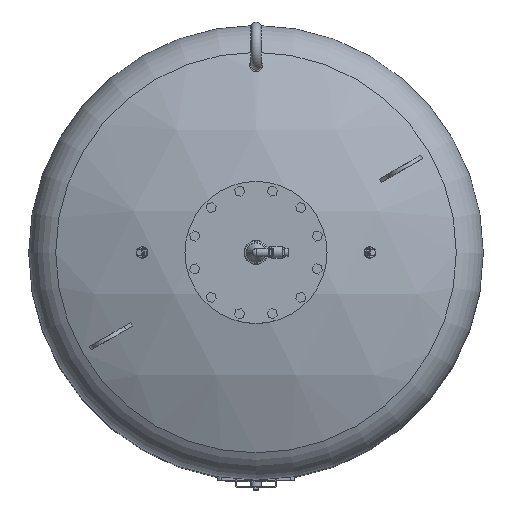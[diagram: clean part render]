
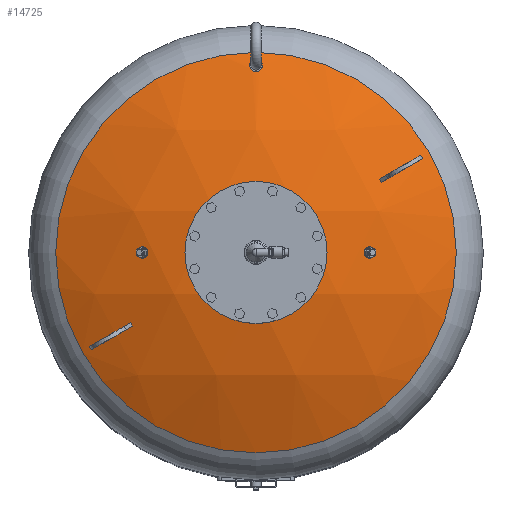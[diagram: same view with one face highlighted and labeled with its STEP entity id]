
A CAD part, top view. The second image highlights one B-rep face of the part: STEP entity #14725.
In plain terms, the highlighted spherical face has radius 1207 mm.
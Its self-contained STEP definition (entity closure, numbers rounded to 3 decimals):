
#36=SPHERICAL_SURFACE('',#16017,1207.);
#66=B_SPLINE_CURVE_WITH_KNOTS('',3,(#23758,#23759,#23760,#23761,#23762,
#23763,#23764,#23765,#23766,#23767,#23768,#23769,#23770,#23771,#23772,#23773,
#23774,#23775,#23776,#23777,#23778,#23779,#23780,#23781,#23782,#23783,#23784,
#23785,#23786,#23787,#23788,#23789,#23790,#23791,#23792,#23793,#23794,#23795,
#23796,#23797,#23798,#23799,#23800,#23801,#23802,#23803,#23804,#23805,#23806,
#23807,#23808,#23809,#23810,#23811,#23812,#23813,#23814,#23815,#23816,#23817,
#23818,#23819,#23820,#23821,#23822,#23823),.UNSPECIFIED.,.T.,.F.,(4,2,2,
2,2,2,2,2,2,2,2,2,2,2,2,2,2,2,2,2,2,2,2,2,2,2,2,2,2,2,2,2,4),(0.,3.499,
6.998,10.498,13.997,17.157,20.316,
23.476,26.635,29.795,32.955,36.114,
39.274,42.773,46.272,49.772,53.271,
56.767,60.263,63.759,67.255,70.414,
73.573,76.733,79.892,83.051,86.21,
89.37,92.529,96.025,99.521,103.017,
106.513),.UNSPECIFIED.);
#3953=FACE_BOUND('',#5753,.T.);
#4635=FACE_OUTER_BOUND('',#5752,.T.);
#5752=EDGE_LOOP('',(#12509));
#5753=EDGE_LOOP('',(#12510));
#6590=CIRCLE('',#16018,528.621);
#7604=VERTEX_POINT('',#23755);
#7605=VERTEX_POINT('',#23757);
#9346=EDGE_CURVE('',#7604,#7604,#6590,.T.);
#9347=EDGE_CURVE('',#7605,#7605,#66,.T.);
#12509=ORIENTED_EDGE('',*,*,#9346,.F.);
#12510=ORIENTED_EDGE('',*,*,#9347,.F.);
#14725=ADVANCED_FACE('',(#4635,#3953),#36,.T.);
#16017=AXIS2_PLACEMENT_3D('',#23754,#19192,#19193);
#16018=AXIS2_PLACEMENT_3D('',#23756,#19194,#19195);
#19192=DIRECTION('center_axis',(0.,-1.,0.));
#19193=DIRECTION('ref_axis',(-1.,0.,0.));
#19194=DIRECTION('center_axis',(0.,0.,
-1.));
#19195=DIRECTION('ref_axis',(1.,0.,0.));
#23754=CARTESIAN_POINT('Origin',(0.,0.,
1183.));
#23755=CARTESIAN_POINT('',(528.621,0.,2268.085));
#23756=CARTESIAN_POINT('Origin',(0.,0.,2268.085));
#23757=CARTESIAN_POINT('',(16.85,495.,2283.7));
#23758=CARTESIAN_POINT('Ctrl Pts',(16.85,495.,2283.7));
#23759=CARTESIAN_POINT('Ctrl Pts',(16.85,496.064,2283.221));
#23760=CARTESIAN_POINT('Ctrl Pts',(16.748,497.167,2282.725));
#23761=CARTESIAN_POINT('Ctrl Pts',(16.313,499.368,2281.734));
#23762=CARTESIAN_POINT('Ctrl Pts',(15.98,500.466,2281.239));
#23763=CARTESIAN_POINT('Ctrl Pts',(15.092,502.58,2280.286));
#23764=CARTESIAN_POINT('Ctrl Pts',(14.537,503.598,2279.827));
#23765=CARTESIAN_POINT('Ctrl Pts',(13.239,505.486,2278.974));
#23766=CARTESIAN_POINT('Ctrl Pts',(12.497,506.357,2278.581));
#23767=CARTESIAN_POINT('Ctrl Pts',(10.973,507.827,2277.916));
#23768=CARTESIAN_POINT('Ctrl Pts',(10.154,508.49,2277.617));
#23769=CARTESIAN_POINT('Ctrl Pts',(8.363,509.667,2277.084));
#23770=CARTESIAN_POINT('Ctrl Pts',(7.391,510.182,2276.851));
#23771=CARTESIAN_POINT('Ctrl Pts',(5.356,511.014,2276.474));
#23772=CARTESIAN_POINT('Ctrl Pts',(4.29,511.332,2276.331));
#23773=CARTESIAN_POINT('Ctrl Pts',(2.139,511.75,2276.141));
#23774=CARTESIAN_POINT('Ctrl Pts',(1.053,511.85,2276.096));
#23775=CARTESIAN_POINT('Ctrl Pts',(-1.053,511.85,2276.096));
#23776=CARTESIAN_POINT('Ctrl Pts',(-2.139,511.75,2276.141));
#23777=CARTESIAN_POINT('Ctrl Pts',(-4.29,511.332,2276.331));
#23778=CARTESIAN_POINT('Ctrl Pts',(-5.356,511.014,2276.474));
#23779=CARTESIAN_POINT('Ctrl Pts',(-7.391,510.182,2276.851));
#23780=CARTESIAN_POINT('Ctrl Pts',(-8.363,509.667,2277.084));
#23781=CARTESIAN_POINT('Ctrl Pts',(-10.154,508.49,2277.617));
#23782=CARTESIAN_POINT('Ctrl Pts',(-10.973,507.827,2277.916));
#23783=CARTESIAN_POINT('Ctrl Pts',(-12.497,506.357,2278.581));
#23784=CARTESIAN_POINT('Ctrl Pts',(-13.239,505.486,2278.974));
#23785=CARTESIAN_POINT('Ctrl Pts',(-14.537,503.598,2279.827));
#23786=CARTESIAN_POINT('Ctrl Pts',(-15.092,502.58,2280.286));
#23787=CARTESIAN_POINT('Ctrl Pts',(-15.98,500.466,2281.239));
#23788=CARTESIAN_POINT('Ctrl Pts',(-16.313,499.368,2281.734));
#23789=CARTESIAN_POINT('Ctrl Pts',(-16.748,497.167,2282.725));
#23790=CARTESIAN_POINT('Ctrl Pts',(-16.85,496.064,2283.221));
#23791=CARTESIAN_POINT('Ctrl Pts',(-16.85,493.937,2284.178));
#23792=CARTESIAN_POINT('Ctrl Pts',(-16.748,492.835,2284.673));
#23793=CARTESIAN_POINT('Ctrl Pts',(-16.313,490.635,2285.661));
#23794=CARTESIAN_POINT('Ctrl Pts',(-15.981,489.537,2286.154));
#23795=CARTESIAN_POINT('Ctrl Pts',(-15.094,487.423,2287.102));
#23796=CARTESIAN_POINT('Ctrl Pts',(-14.538,486.405,2287.558));
#23797=CARTESIAN_POINT('Ctrl Pts',(-13.242,484.517,2288.404));
#23798=CARTESIAN_POINT('Ctrl Pts',(-12.5,483.646,2288.794));
#23799=CARTESIAN_POINT('Ctrl Pts',(-10.975,482.175,2289.452));
#23800=CARTESIAN_POINT('Ctrl Pts',(-10.156,481.512,2289.749));
#23801=CARTESIAN_POINT('Ctrl Pts',(-8.364,480.333,2290.276));
#23802=CARTESIAN_POINT('Ctrl Pts',(-7.392,479.818,2290.506));
#23803=CARTESIAN_POINT('Ctrl Pts',(-5.356,478.986,2290.878));
#23804=CARTESIAN_POINT('Ctrl Pts',(-4.29,478.668,2291.02));
#23805=CARTESIAN_POINT('Ctrl Pts',(-2.139,478.25,2291.207));
#23806=CARTESIAN_POINT('Ctrl Pts',(-1.053,478.15,2291.252));
#23807=CARTESIAN_POINT('Ctrl Pts',(1.053,478.15,2291.252));
#23808=CARTESIAN_POINT('Ctrl Pts',(2.139,478.25,2291.207));
#23809=CARTESIAN_POINT('Ctrl Pts',(4.29,478.668,2291.02));
#23810=CARTESIAN_POINT('Ctrl Pts',(5.356,478.986,2290.878));
#23811=CARTESIAN_POINT('Ctrl Pts',(7.392,479.818,2290.506));
#23812=CARTESIAN_POINT('Ctrl Pts',(8.364,480.333,2290.276));
#23813=CARTESIAN_POINT('Ctrl Pts',(10.156,481.512,2289.749));
#23814=CARTESIAN_POINT('Ctrl Pts',(10.975,482.175,2289.452));
#23815=CARTESIAN_POINT('Ctrl Pts',(12.5,483.646,2288.794));
#23816=CARTESIAN_POINT('Ctrl Pts',(13.242,484.517,2288.404));
#23817=CARTESIAN_POINT('Ctrl Pts',(14.538,486.405,2287.558));
#23818=CARTESIAN_POINT('Ctrl Pts',(15.094,487.423,2287.102));
#23819=CARTESIAN_POINT('Ctrl Pts',(15.981,489.537,2286.154));
#23820=CARTESIAN_POINT('Ctrl Pts',(16.313,490.635,2285.661));
#23821=CARTESIAN_POINT('Ctrl Pts',(16.748,492.835,2284.673));
#23822=CARTESIAN_POINT('Ctrl Pts',(16.85,493.937,2284.178));
#23823=CARTESIAN_POINT('Ctrl Pts',(16.85,495.,2283.7));
